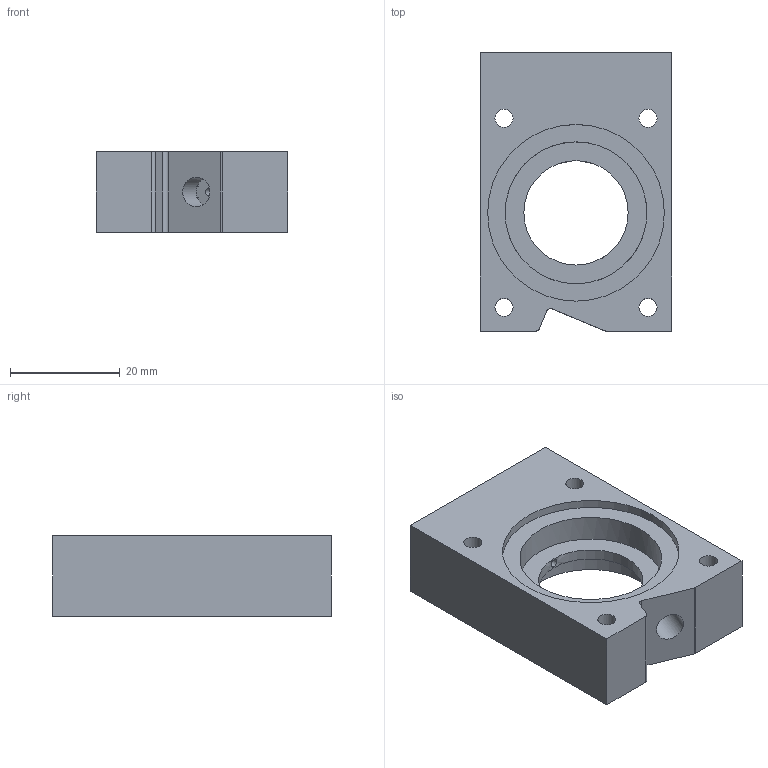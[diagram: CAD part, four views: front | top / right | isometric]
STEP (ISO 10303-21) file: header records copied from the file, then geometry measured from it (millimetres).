
FILE_DESCRIPTION(/* description */ (''),/* implementation_level */ '2;1');
FILE_NAME(/* name */ '2 mm flow cell for machining.stp',/* time_stamp */ '2024-07-08T11:53:58-04:00',/* author */ ('pab2'),/* organization */ (''),/* preprocessor_version */ 'ST-DEVELOPER v20',/* originating_system */ 'Autodesk Inventor 2024',/* authorisation */ '');
FILE_SCHEMA (('AUTOMOTIVE_DESIGN { 1 0 10303 214 3 1 1 }'));
Length unit declared in the file: inch
Products named in the file (1): 2 mm Ti cell - centered top port offset bottom 45 bottom
Bounding box: 34.92 x 50.8 x 14.73 mm (x, y, z)
Volume: 16747.7 mm3; surface area: 7561.1 mm2
Topology: 1 solids, 1 shells, 70 faces, 1157 edges, 1137 vertices
Faces by surface type: plane 54, cylinder 16
Full cylindrical faces by diameter (mm): 1.524 x2, 3.302 x4, 5.359 x2, 19.05 x1, 25.908 x2, 32.258 x2
Entity records: 11188 total; most frequent: CARTESIAN_POINT 2430, ORIENTED_EDGE 2290, DIRECTION 1334, EDGE_CURVE 1145, VERTEX_POINT 1118, LINE 1106, VECTOR 1106, EDGE_LOOP 129
